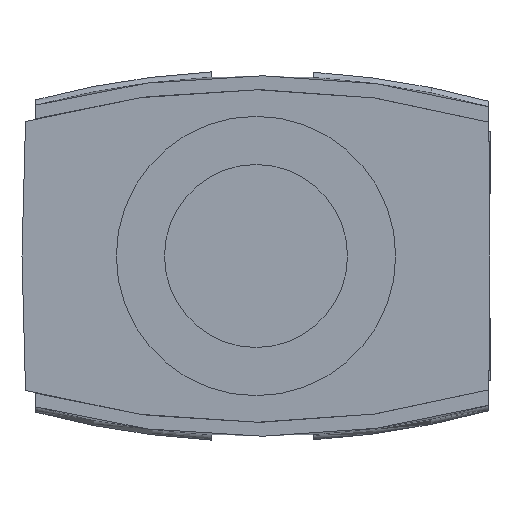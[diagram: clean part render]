
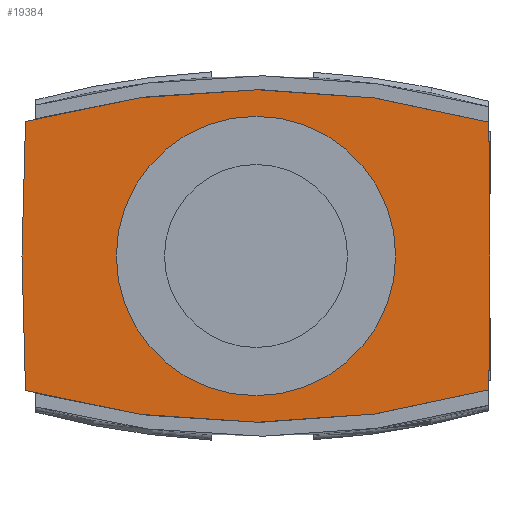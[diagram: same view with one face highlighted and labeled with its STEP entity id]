
A CAD part, front view. The second image highlights one B-rep face of the part: STEP entity #19384.
In plain terms, the highlighted planar face has unit normal (0, -1, 0).
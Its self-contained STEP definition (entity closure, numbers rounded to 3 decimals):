
#1221=CARTESIAN_POINT('',(-18.038,0.0,1.5));
#1222=VERTEX_POINT('',#1221);
#1231=CARTESIAN_POINT('',(18.038,0.0,-1.5));
#1232=VERTEX_POINT('',#1231);
#1233=CARTESIAN_POINT('',(0.0,0.0,0.));
#1234=DIRECTION('',(0.0,1.,0.0));
#1235=DIRECTION('',(0.997,0.0,-0.083));
#1236=AXIS2_PLACEMENT_3D('',#1233,#1234,#1235);
#1237=CIRCLE('',#1236,18.1);
#1238=EDGE_CURVE('',#1232,#1222,#1237,.T.);
#18960=CARTESIAN_POINT('',(-32.996,0.0,-19.253));
#18961=VERTEX_POINT('',#18960);
#18968=CARTESIAN_POINT('',(-33.5,0.0,0.0));
#18969=VERTEX_POINT('',#18968);
#18970=CARTESIAN_POINT('',(-32.996,0.0,-19.253));
#18971=DIRECTION('',(-0.026,0.0,1.));
#18972=VECTOR('',#18971,19.26);
#18973=LINE('',#18970,#18972);
#18974=EDGE_CURVE('',#18961,#18969,#18973,.T.);
#19018=CARTESIAN_POINT('',(33.5,0.0,0.0));
#19019=VERTEX_POINT('',#19018);
#19026=CARTESIAN_POINT('',(33.333,0.0,-19.158));
#19027=VERTEX_POINT('',#19026);
#19028=CARTESIAN_POINT('',(33.5,0.0,0.0));
#19029=DIRECTION('',(-0.009,0.0,-1.));
#19030=VECTOR('',#19029,19.159);
#19031=LINE('',#19028,#19030);
#19032=EDGE_CURVE('',#19019,#19027,#19031,.T.);
#19049=CARTESIAN_POINT('',(33.333,0.0,19.158));
#19050=VERTEX_POINT('',#19049);
#19057=CARTESIAN_POINT('',(33.333,0.0,19.158));
#19058=DIRECTION('',(0.009,0.0,-1.));
#19059=VECTOR('',#19058,19.159);
#19060=LINE('',#19057,#19059);
#19061=EDGE_CURVE('',#19050,#19019,#19060,.T.);
#19153=CARTESIAN_POINT('',(18.038,0.0,1.5));
#19154=VERTEX_POINT('',#19153);
#19161=CARTESIAN_POINT('',(0.0,0.0,0.));
#19162=DIRECTION('',(0.0,1.,0.0));
#19163=DIRECTION('',(0.997,0.0,-0.083));
#19164=AXIS2_PLACEMENT_3D('',#19161,#19162,#19163);
#19165=CIRCLE('',#19164,18.1);
#19166=EDGE_CURVE('',#1222,#19154,#19165,.T.);
#19178=CARTESIAN_POINT('',(16.5,0.0,-1.5));
#19179=VERTEX_POINT('',#19178);
#19180=CARTESIAN_POINT('',(16.5,0.0,-1.5));
#19181=DIRECTION('',(1.0,0.0,0.0));
#19182=VECTOR('',#19181,1.538);
#19183=LINE('',#19180,#19182);
#19184=EDGE_CURVE('',#19179,#1232,#19183,.T.);
#19202=CARTESIAN_POINT('',(16.5,0.0,1.5));
#19203=VERTEX_POINT('',#19202);
#19204=CARTESIAN_POINT('',(16.5,0.0,1.5));
#19205=DIRECTION('',(0.0,0.0,-1.0));
#19206=VECTOR('',#19205,3.);
#19207=LINE('',#19204,#19206);
#19208=EDGE_CURVE('',#19203,#19179,#19207,.T.);
#19226=CARTESIAN_POINT('',(18.038,0.0,1.5));
#19227=DIRECTION('',(-1.0,0.0,0.0));
#19228=VECTOR('',#19227,1.538);
#19229=LINE('',#19226,#19228);
#19230=EDGE_CURVE('',#19154,#19203,#19229,.T.);
#19291=CARTESIAN_POINT('',(-32.996,0.0,19.253));
#19292=VERTEX_POINT('',#19291);
#19299=CARTESIAN_POINT('',(0.,0.0,-98.2));
#19300=DIRECTION('',(0.0,1.0,0.0));
#19301=DIRECTION('',(-0.27,0.0,0.963));
#19302=AXIS2_PLACEMENT_3D('',#19299,#19300,#19301);
#19303=CIRCLE('',#19302,122.);
#19304=EDGE_CURVE('',#19292,#19050,#19303,.T.);
#19319=CARTESIAN_POINT('',(-33.5,0.0,0.0));
#19320=DIRECTION('',(0.026,0.0,1.));
#19321=VECTOR('',#19320,19.26);
#19322=LINE('',#19319,#19321);
#19323=EDGE_CURVE('',#18969,#19292,#19322,.T.);
#19343=CARTESIAN_POINT('',(0.,0.0,98.2));
#19344=DIRECTION('',(0.0,1.,0.0));
#19345=DIRECTION('',(0.273,0.0,-0.962));
#19346=AXIS2_PLACEMENT_3D('',#19343,#19344,#19345);
#19347=CIRCLE('',#19346,122.);
#19348=EDGE_CURVE('',#19027,#18961,#19347,.T.);
#19364=CARTESIAN_POINT('',(-1.368,0.0,4.496));
#19365=DIRECTION('',(0.0,1.0,0.0));
#19366=DIRECTION('',(-1.0,0.0,0.0));
#19367=AXIS2_PLACEMENT_3D('',#19364,#19365,#19366);
#19368=PLANE('',#19367);
#19369=ORIENTED_EDGE('',*,*,#19032,.F.);
#19370=ORIENTED_EDGE('',*,*,#19061,.F.);
#19371=ORIENTED_EDGE('',*,*,#19304,.F.);
#19372=ORIENTED_EDGE('',*,*,#19323,.F.);
#19373=ORIENTED_EDGE('',*,*,#18974,.F.);
#19374=ORIENTED_EDGE('',*,*,#19348,.F.);
#19375=EDGE_LOOP('',(#19369,#19370,#19371,#19372,#19373,#19374));
#19376=FACE_OUTER_BOUND('',#19375,.T.);
#19377=ORIENTED_EDGE('',*,*,#1238,.T.);
#19378=ORIENTED_EDGE('',*,*,#19166,.T.);
#19379=ORIENTED_EDGE('',*,*,#19230,.T.);
#19380=ORIENTED_EDGE('',*,*,#19208,.T.);
#19381=ORIENTED_EDGE('',*,*,#19184,.T.);
#19382=EDGE_LOOP('',(#19377,#19378,#19379,#19380,#19381));
#19383=FACE_BOUND('',#19382,.T.);
#19384=ADVANCED_FACE('',(#19376,#19383),#19368,.F.);
